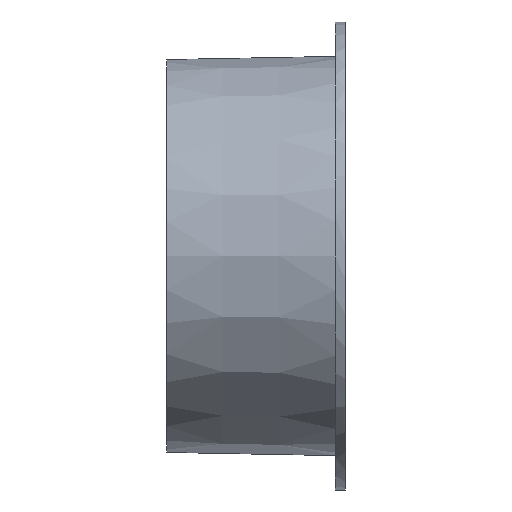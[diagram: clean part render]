
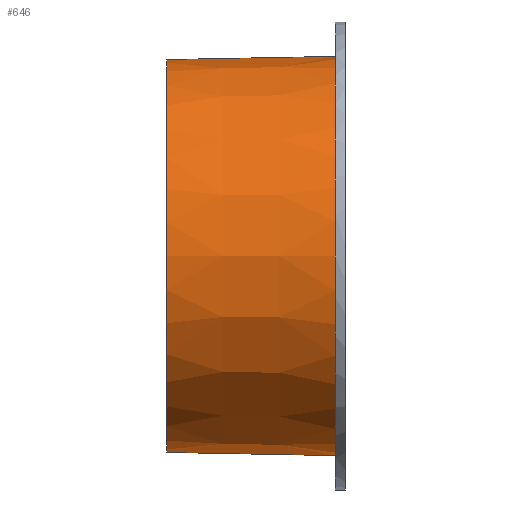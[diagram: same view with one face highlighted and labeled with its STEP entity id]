
A CAD part, left-side view. The second image highlights one B-rep face of the part: STEP entity #646.
In plain terms, the highlighted conical face has half-angle 1.081 degrees and reference radius 29 mm.
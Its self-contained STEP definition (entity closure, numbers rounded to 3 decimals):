
#536=CARTESIAN_POINT('Vertex',(0.,1.5,-29.)) ;
#538=CARTESIAN_POINT('Vertex',(0.,1.5,29.)) ;
#541=CARTESIAN_POINT('Axis2P3D Location',(0.,1.5,0.)) ;
#608=CARTESIAN_POINT('Vertex',(0.,26.,-28.538)) ;
#610=CARTESIAN_POINT('Vertex',(0.,26.,28.538)) ;
#613=CARTESIAN_POINT('Line Origine',(0.,-499141.024,9446.783)) ;
#618=CARTESIAN_POINT('Line Origine',(0.,-499141.024,-9446.783)) ;
#630=CARTESIAN_POINT('Axis2P3D Location',(0.,1.5,0.)) ;
#635=CARTESIAN_POINT('Axis2P3D Location',(0.,26.,0.)) ;
#542=DIRECTION('Axis2P3D Direction',(0.,-1.,0.)) ;
#614=DIRECTION('Vector Direction',(0.,-1.,0.019)) ;
#619=DIRECTION('Vector Direction',(0.,-1.,-0.019)) ;
#631=DIRECTION('Axis2P3D Direction',(-0.,-1.,-0.)) ;
#632=DIRECTION('Axis2P3D XDirection',(0.,0.,1.)) ;
#636=DIRECTION('Axis2P3D Direction',(0.,-1.,-0.)) ;
#543=AXIS2_PLACEMENT_3D('Circle Axis2P3D',#541,#542,$) ;
#633=AXIS2_PLACEMENT_3D('Cone Axis2P3D',#630,#631,#632) ;
#637=AXIS2_PLACEMENT_3D('Circle Axis2P3D',#635,#636,$) ;
#641=ORIENTED_EDGE('',*,*,#617,.F.) ;
#642=ORIENTED_EDGE('',*,*,#639,.T.) ;
#643=ORIENTED_EDGE('',*,*,#622,.T.) ;
#644=ORIENTED_EDGE('',*,*,#545,.F.) ;
#615=VECTOR('Line Direction',#614,1.) ;
#620=VECTOR('Line Direction',#619,1.) ;
#646=ADVANCED_FACE('\X2\65CB8F6C\X0\1',(#645),#634,.T.) ;
#544=CIRCLE('generated circle',#543,29.) ;
#638=CIRCLE('generated circle',#637,28.538) ;
#634=CONICAL_SURFACE('Cone',#633,29.,0.019) ;
#545=EDGE_CURVE('',#539,#537,#544,.T.) ;
#617=EDGE_CURVE('',#611,#539,#616,.T.) ;
#622=EDGE_CURVE('',#609,#537,#621,.T.) ;
#639=EDGE_CURVE('',#611,#609,#638,.T.) ;
#640=EDGE_LOOP('',(#641,#642,#643,#644)) ;
#645=FACE_OUTER_BOUND('',#640,.T.) ;
#616=LINE('Line',#613,#615) ;
#621=LINE('Line',#618,#620) ;
#537=VERTEX_POINT('',#536) ;
#539=VERTEX_POINT('',#538) ;
#609=VERTEX_POINT('',#608) ;
#611=VERTEX_POINT('',#610) ;
